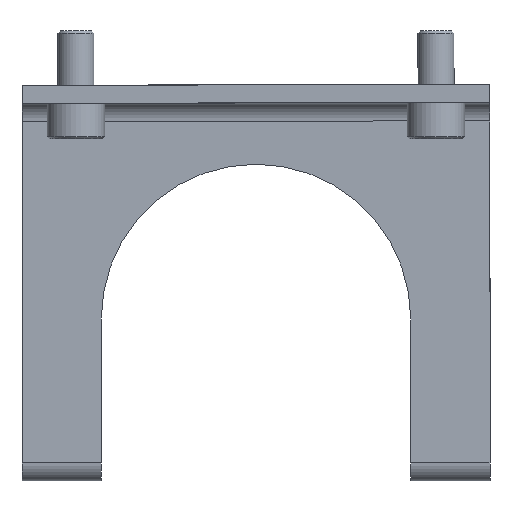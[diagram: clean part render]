
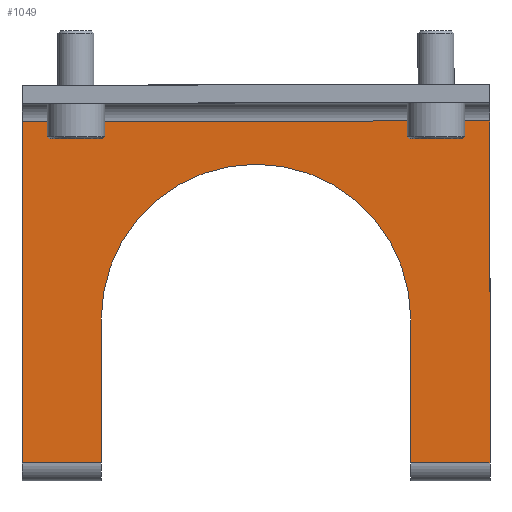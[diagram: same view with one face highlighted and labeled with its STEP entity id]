
A CAD part, front view. The second image highlights one B-rep face of the part: STEP entity #1049.
In plain terms, the highlighted planar face has unit normal (0, -1, 0).
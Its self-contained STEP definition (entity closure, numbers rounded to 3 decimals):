
#10 = ORIENTED_EDGE ( 'NONE', *, *, #1097, .T. ) ;
#17 = AXIS2_PLACEMENT_3D ( 'NONE', #1549, #690, #821 ) ;
#35 = CARTESIAN_POINT ( 'NONE',  ( 22., 53.633, -19.254 ) ) ;
#80 = ORIENTED_EDGE ( 'NONE', *, *, #846, .T. ) ;
#93 = DIRECTION ( 'NONE',  ( 0., 0., 1. ) ) ;
#136 = VECTOR ( 'NONE', #909, 1000. ) ;
#141 = LINE ( 'NONE', #1585, #820 ) ;
#143 = VERTEX_POINT ( 'NONE', #982 ) ;
#199 = VERTEX_POINT ( 'NONE', #1304 ) ;
#205 = CARTESIAN_POINT ( 'NONE',  ( 130., 53.633, -74.254 ) ) ;
#258 = EDGE_CURVE ( 'NONE', #143, #516, #313, .T. ) ;
#263 = CIRCLE ( 'NONE', #17, 43. ) ;
#308 = LINE ( 'NONE', #469, #1670 ) ;
#313 = LINE ( 'NONE', #695, #1447 ) ;
#322 = DIRECTION ( 'NONE',  ( 0., 0., 1. ) ) ;
#360 = VERTEX_POINT ( 'NONE', #1050 ) ;
#373 = CARTESIAN_POINT ( 'NONE',  ( 22., 53.633, -74.254 ) ) ;
#383 = VERTEX_POINT ( 'NONE', #205 ) ;
#437 = ORIENTED_EDGE ( 'NONE', *, *, #515, .F. ) ;
#469 = CARTESIAN_POINT ( 'NONE',  ( 0., 53.633, -74.254 ) ) ;
#489 = CARTESIAN_POINT ( 'NONE',  ( 0., 53.633, 20.746 ) ) ;
#515 = EDGE_CURVE ( 'NONE', #1396, #383, #1342, .T. ) ;
#516 = VERTEX_POINT ( 'NONE', #489 ) ;
#522 = VECTOR ( 'NONE', #1626, 1000. ) ;
#627 = DIRECTION ( 'NONE',  ( -1., 0., 0. ) ) ;
#647 = CARTESIAN_POINT ( 'NONE',  ( 130., 53.633, 20.746 ) ) ;
#651 = LINE ( 'NONE', #373, #136 ) ;
#690 = DIRECTION ( 'NONE',  ( 0., -1., 0. ) ) ;
#695 = CARTESIAN_POINT ( 'NONE',  ( 130., 53.633, 20.746 ) ) ;
#710 = DIRECTION ( 'NONE',  ( -1., 0., 0. ) ) ;
#711 = VERTEX_POINT ( 'NONE', #35 ) ;
#718 = DIRECTION ( 'NONE',  ( -1., 0., 0. ) ) ;
#729 = EDGE_CURVE ( 'NONE', #383, #360, #1541, .T. ) ;
#782 = VECTOR ( 'NONE', #718, 1000. ) ;
#803 = LINE ( 'NONE', #647, #995 ) ;
#820 = VECTOR ( 'NONE', #322, 1000. ) ;
#821 = DIRECTION ( 'NONE',  ( 0., 0., 1. ) ) ;
#846 = EDGE_CURVE ( 'NONE', #516, #360, #308, .T. ) ;
#856 = ORIENTED_EDGE ( 'NONE', *, *, #1511, .F. ) ;
#877 = ORIENTED_EDGE ( 'NONE', *, *, #258, .T. ) ;
#909 = DIRECTION ( 'NONE',  ( 0., 0., -1. ) ) ;
#982 = CARTESIAN_POINT ( 'NONE',  ( 22., 53.633, 20.746 ) ) ;
#995 = VECTOR ( 'NONE', #627, 1000. ) ;
#996 = ORIENTED_EDGE ( 'NONE', *, *, #729, .F. ) ;
#1020 = CARTESIAN_POINT ( 'NONE',  ( 130., 53.633, 20.746 ) ) ;
#1049 = ADVANCED_FACE ( 'NONE', ( #1365 ), #1080, .F. ) ;
#1050 = CARTESIAN_POINT ( 'NONE',  ( 0., 53.633, -74.254 ) ) ;
#1080 = PLANE ( 'NONE',  #1256 ) ;
#1097 = EDGE_CURVE ( 'NONE', #1396, #1464, #803, .T. ) ;
#1143 = ORIENTED_EDGE ( 'NONE', *, *, #1231, .F. ) ;
#1157 = ORIENTED_EDGE ( 'NONE', *, *, #1689, .F. ) ;
#1231 = EDGE_CURVE ( 'NONE', #143, #711, #651, .T. ) ;
#1256 = AXIS2_PLACEMENT_3D ( 'NONE', #1359, #1635, #93 ) ;
#1304 = CARTESIAN_POINT ( 'NONE',  ( 108., 53.633, -19.254 ) ) ;
#1323 = EDGE_LOOP ( 'NONE', ( #1157, #856, #1143, #877, #80, #996, #437, #10 ) ) ;
#1324 = DIRECTION ( 'NONE',  ( 0., 0., -1. ) ) ;
#1342 = LINE ( 'NONE', #1480, #522 ) ;
#1359 = CARTESIAN_POINT ( 'NONE',  ( 130., 53.633, -74.254 ) ) ;
#1365 = FACE_OUTER_BOUND ( 'NONE', #1323, .T. ) ;
#1396 = VERTEX_POINT ( 'NONE', #1020 ) ;
#1447 = VECTOR ( 'NONE', #710, 1000. ) ;
#1464 = VERTEX_POINT ( 'NONE', #1595 ) ;
#1480 = CARTESIAN_POINT ( 'NONE',  ( 130., 53.633, -74.254 ) ) ;
#1511 = EDGE_CURVE ( 'NONE', #711, #199, #263, .T. ) ;
#1541 = LINE ( 'NONE', #1573, #782 ) ;
#1549 = CARTESIAN_POINT ( 'NONE',  ( 65., 53.633, -19.254 ) ) ;
#1573 = CARTESIAN_POINT ( 'NONE',  ( 130., 53.633, -74.254 ) ) ;
#1585 = CARTESIAN_POINT ( 'NONE',  ( 108., 53.633, -74.254 ) ) ;
#1595 = CARTESIAN_POINT ( 'NONE',  ( 108., 53.633, 20.746 ) ) ;
#1626 = DIRECTION ( 'NONE',  ( 0., 0., -1. ) ) ;
#1635 = DIRECTION ( 'NONE',  ( 0., 1., 0. ) ) ;
#1670 = VECTOR ( 'NONE', #1324, 1000. ) ;
#1689 = EDGE_CURVE ( 'NONE', #199, #1464, #141, .T. ) ;
